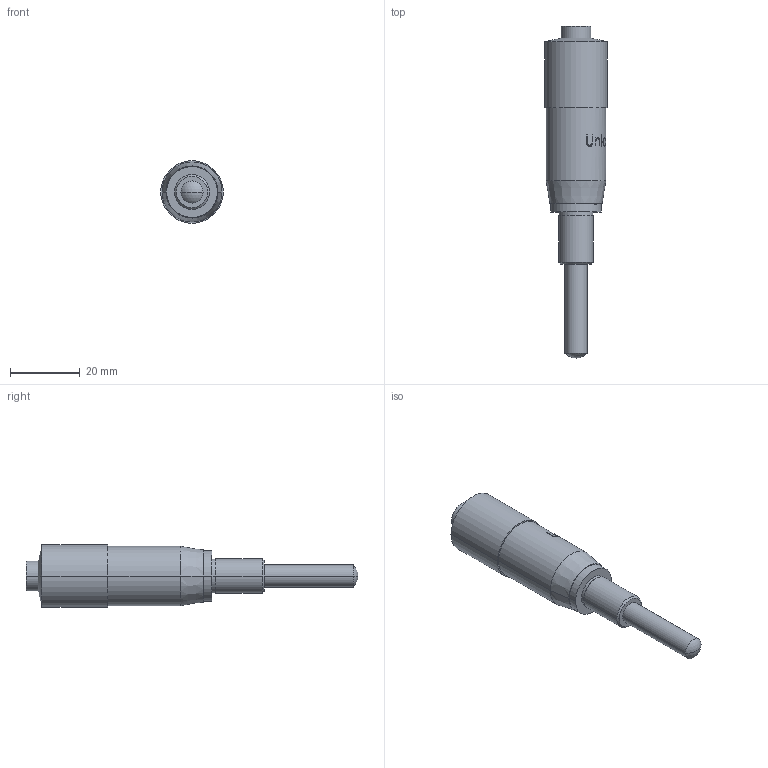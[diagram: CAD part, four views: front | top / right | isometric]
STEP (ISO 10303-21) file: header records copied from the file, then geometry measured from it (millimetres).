
FILE_DESCRIPTION (( 'STEP AP214' ), '1' );
FILE_NAME ('07MT25-3.STEP', '2018-01-17T06:16:23', ( '' ), ( '' ), 'SwSTEP 2.0', 'SolidWorks 2016', '' );
FILE_SCHEMA (( 'AUTOMOTIVE_DESIGN' ));
Length unit declared in the file: millimetre
Products named in the file (1): 07MT25-3
Bounding box: 18 x 95.5 x 18 mm (x, y, z)
Surface area: 6436.8 mm2 (no closed solid volume)
Topology: 0 solids, 7 shells, 80 faces, 512 edges, 430 vertices
Faces by surface type: cylinder 27, bspline 25, plane 20, cone 6, sphere 2
Entity records: 10496 total; most frequent: CARTESIAN_POINT 6181, ORIENTED_EDGE 658, DIRECTION 565, EDGE_CURVE 512, VERTEX_POINT 430, AXIS2_PLACEMENT_3D 196, B_SPLINE_CURVE_WITH_KNOTS 187, VECTOR 173
